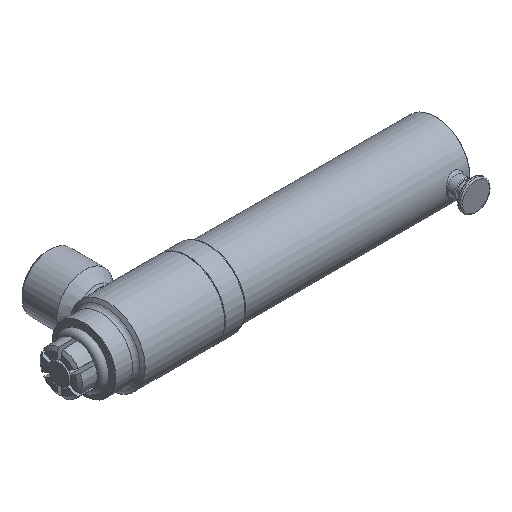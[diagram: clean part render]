
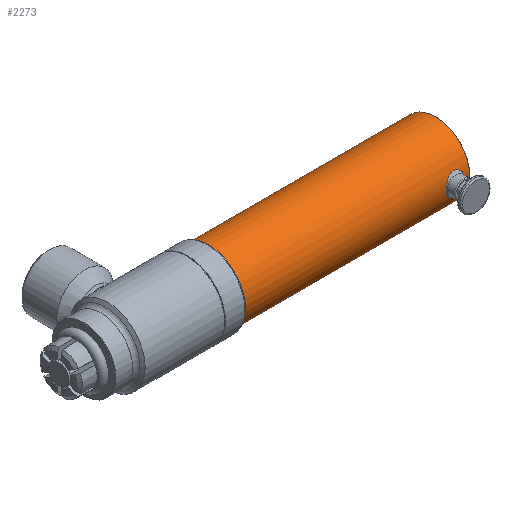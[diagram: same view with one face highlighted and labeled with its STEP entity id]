
A CAD part, isometric view. The second image highlights one B-rep face of the part: STEP entity #2273.
In plain terms, the highlighted cylindrical face has radius 20.637 mm (diameter 41.275 mm), a full revolution.
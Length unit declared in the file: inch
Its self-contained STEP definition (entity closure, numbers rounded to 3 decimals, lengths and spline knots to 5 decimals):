
#115=B_SPLINE_CURVE_WITH_KNOTS('',3,(#3463,#3464,#3465,#3466,#3467,#3468),
 .UNSPECIFIED.,.F.,.F.,(4,2,4),(1.93472,2.03681,2.13889),
 .UNSPECIFIED.);
#116=B_SPLINE_CURVE_WITH_KNOTS('',3,(#3473,#3474,#3475,#3476,#3477,#3478,
#3479),.UNSPECIFIED.,.F.,.F.,(4,3,4),(-0.10209,0.,0.10209),
 .UNSPECIFIED.);
#117=B_SPLINE_CURVE_WITH_KNOTS('',3,(#3491,#3492,#3493,#3494,#3495,#3496,
#3497,#3498,#3499,#3500,#3501,#3502,#3503,#3504,#3505,#3506,#3507,#3508,
#3509,#3510,#3511,#3512),.UNSPECIFIED.,.F.,.F.,(4,2,2,2,2,2,2,2,2,2,4),
(0.10393,0.12061,0.24121,0.48243,
0.71164,0.94086,1.17007,1.39929,1.6405,
1.76111,1.77779),.UNSPECIFIED.);
#118=B_SPLINE_CURVE_WITH_KNOTS('',3,(#3513,#3514,#3515,#3516,#3517,#3518,
#3519,#3520,#3521,#3522,#3523,#3524,#3525,#3526,#3527,#3528,#3529,#3530,
#3531,#3532,#3533,#3534),.UNSPECIFIED.,.F.,.F.,(4,2,2,2,2,2,2,2,2,2,4),
(1.98595,2.00811,2.13451,2.3873,2.60548,
2.82367,3.05288,3.2821,3.52331,3.64392,
3.6606),.UNSPECIFIED.);
#187=LINE('',#3538,#237);
#188=LINE('',#3542,#238);
#237=VECTOR('',#2820,0.66);
#238=VECTOR('',#2823,0.66);
#462=CYLINDRICAL_SURFACE('',#2456,0.8125);
#493=FACE_BOUND('',#716,.T.);
#494=FACE_BOUND('',#717,.T.);
#557=FACE_OUTER_BOUND('',#715,.T.);
#715=EDGE_LOOP('',(#1660,#1661,#1662,#1663));
#716=EDGE_LOOP('',(#1664,#1665,#1666,#1667));
#717=EDGE_LOOP('',(#1668));
#890=CIRCLE('',#2457,0.8125);
#891=CIRCLE('',#2458,0.8125);
#892=CIRCLE('',#2459,0.8125);
#1027=VERTEX_POINT('',#3461);
#1028=VERTEX_POINT('',#3462);
#1029=VERTEX_POINT('',#3471);
#1030=VERTEX_POINT('',#3472);
#1034=VERTEX_POINT('',#3536);
#1035=VERTEX_POINT('',#3537);
#1036=VERTEX_POINT('',#3539);
#1037=VERTEX_POINT('',#3541);
#1038=VERTEX_POINT('',#3544);
#1270=EDGE_CURVE('',#1027,#1028,#115,.T.);
#1272=EDGE_CURVE('',#1029,#1030,#116,.T.);
#1277=EDGE_CURVE('',#1030,#1027,#117,.T.);
#1278=EDGE_CURVE('',#1028,#1029,#118,.T.);
#1279=EDGE_CURVE('',#1034,#1035,#187,.T.);
#1280=EDGE_CURVE('',#1036,#1035,#890,.T.);
#1281=EDGE_CURVE('',#1036,#1037,#188,.T.);
#1282=EDGE_CURVE('',#1037,#1034,#891,.T.);
#1283=EDGE_CURVE('',#1038,#1038,#892,.T.);
#1660=ORIENTED_EDGE('',*,*,#1279,.T.);
#1661=ORIENTED_EDGE('',*,*,#1280,.F.);
#1662=ORIENTED_EDGE('',*,*,#1281,.T.);
#1663=ORIENTED_EDGE('',*,*,#1282,.T.);
#1664=ORIENTED_EDGE('',*,*,#1278,.T.);
#1665=ORIENTED_EDGE('',*,*,#1272,.T.);
#1666=ORIENTED_EDGE('',*,*,#1277,.T.);
#1667=ORIENTED_EDGE('',*,*,#1270,.T.);
#1668=ORIENTED_EDGE('',*,*,#1283,.F.);
#2273=ADVANCED_FACE('',(#557,#493,#494),#462,.T.);
#2456=AXIS2_PLACEMENT_3D('',#3535,#2818,#2819);
#2457=AXIS2_PLACEMENT_3D('',#3540,#2821,#2822);
#2458=AXIS2_PLACEMENT_3D('',#3543,#2824,#2825);
#2459=AXIS2_PLACEMENT_3D('',#3545,#2826,#2827);
#2818=DIRECTION('center_axis',(1.,0.,0.));
#2819=DIRECTION('ref_axis',(0.,-1.,0.));
#2820=DIRECTION('',(1.,0.,0.));
#2821=DIRECTION('center_axis',(1.,0.,0.));
#2822=DIRECTION('ref_axis',(0.,1.,0.));
#2823=DIRECTION('',(-1.,0.,0.));
#2824=DIRECTION('center_axis',(-1.,0.,0.));
#2825=DIRECTION('ref_axis',(0.,-1.,0.));
#2826=DIRECTION('center_axis',(-1.,0.,0.));
#2827=DIRECTION('ref_axis',(0.,1.,0.));
#3461=CARTESIAN_POINT('',(5.2003,-0.7695,-0.26082));
#3462=CARTESIAN_POINT('',(5.11857,-0.7695,-0.26082));
#3463=CARTESIAN_POINT('Ctrl Pts',(5.2003,-0.7695,-0.26082));
#3464=CARTESIAN_POINT('Ctrl Pts',(5.18657,-0.76877,-0.26297));
#3465=CARTESIAN_POINT('Ctrl Pts',(5.17283,-0.76841,-0.264));
#3466=CARTESIAN_POINT('Ctrl Pts',(5.14604,-0.76841,-0.264));
#3467=CARTESIAN_POINT('Ctrl Pts',(5.1323,-0.76877,-0.26297));
#3468=CARTESIAN_POINT('Ctrl Pts',(5.11857,-0.7695,-0.26082));
#3471=CARTESIAN_POINT('',(5.11857,-0.7695,0.26082));
#3472=CARTESIAN_POINT('',(5.2003,-0.7695,0.26082));
#3473=CARTESIAN_POINT('Ctrl Pts',(5.11857,-0.7695,0.26082));
#3474=CARTESIAN_POINT('Ctrl Pts',(5.1323,-0.76877,0.26297));
#3475=CARTESIAN_POINT('Ctrl Pts',(5.14604,-0.76841,0.264));
#3476=CARTESIAN_POINT('Ctrl Pts',(5.15943,-0.76841,0.264));
#3477=CARTESIAN_POINT('Ctrl Pts',(5.17283,-0.76841,0.264));
#3478=CARTESIAN_POINT('Ctrl Pts',(5.18657,-0.76877,0.26297));
#3479=CARTESIAN_POINT('Ctrl Pts',(5.2003,-0.7695,0.26082));
#3491=CARTESIAN_POINT('Ctrl Pts',(5.2003,-0.7695,0.26082));
#3492=CARTESIAN_POINT('Ctrl Pts',(5.20246,-0.76967,0.2603));
#3493=CARTESIAN_POINT('Ctrl Pts',(5.20462,-0.76986,0.25975));
#3494=CARTESIAN_POINT('Ctrl Pts',(5.22229,-0.77151,0.25484));
#3495=CARTESIAN_POINT('Ctrl Pts',(5.23738,-0.77364,0.24842));
#3496=CARTESIAN_POINT('Ctrl Pts',(5.27986,-0.78118,0.22406));
#3497=CARTESIAN_POINT('Ctrl Pts',(5.30446,-0.78771,0.2008));
#3498=CARTESIAN_POINT('Ctrl Pts',(5.3409,-0.7985,0.15214));
#3499=CARTESIAN_POINT('Ctrl Pts',(5.3559,-0.80365,0.12348));
#3500=CARTESIAN_POINT('Ctrl Pts',(5.37569,-0.81068,0.06246));
#3501=CARTESIAN_POINT('Ctrl Pts',(5.38043,-0.8125,0.03008));
#3502=CARTESIAN_POINT('Ctrl Pts',(5.38043,-0.8125,-0.03008));
#3503=CARTESIAN_POINT('Ctrl Pts',(5.37569,-0.81068,-0.06246));
#3504=CARTESIAN_POINT('Ctrl Pts',(5.3559,-0.80365,-0.12348));
#3505=CARTESIAN_POINT('Ctrl Pts',(5.3409,-0.7985,-0.15214));
#3506=CARTESIAN_POINT('Ctrl Pts',(5.30446,-0.78771,-0.2008));
#3507=CARTESIAN_POINT('Ctrl Pts',(5.27986,-0.78118,-0.22406));
#3508=CARTESIAN_POINT('Ctrl Pts',(5.23738,-0.77364,-0.24842));
#3509=CARTESIAN_POINT('Ctrl Pts',(5.22229,-0.77151,-0.25484));
#3510=CARTESIAN_POINT('Ctrl Pts',(5.20462,-0.76986,-0.25975));
#3511=CARTESIAN_POINT('Ctrl Pts',(5.20246,-0.76967,-0.2603));
#3512=CARTESIAN_POINT('Ctrl Pts',(5.2003,-0.7695,-0.26082));
#3513=CARTESIAN_POINT('Ctrl Pts',(5.11857,-0.7695,-0.26082));
#3514=CARTESIAN_POINT('Ctrl Pts',(5.11571,-0.76973,-0.26014));
#3515=CARTESIAN_POINT('Ctrl Pts',(5.11286,-0.76999,-0.25938));
#3516=CARTESIAN_POINT('Ctrl Pts',(5.09388,-0.77183,-0.25387));
#3517=CARTESIAN_POINT('Ctrl Pts',(5.07826,-0.77413,-0.24692));
#3518=CARTESIAN_POINT('Ctrl Pts',(5.03446,-0.78219,-0.22061));
#3519=CARTESIAN_POINT('Ctrl Pts',(5.00936,-0.78908,-0.19559));
#3520=CARTESIAN_POINT('Ctrl Pts',(4.97446,-0.79968,-0.14569));
#3521=CARTESIAN_POINT('Ctrl Pts',(4.96076,-0.80442,-0.11804));
#3522=CARTESIAN_POINT('Ctrl Pts',(4.94274,-0.81085,-0.05952));
#3523=CARTESIAN_POINT('Ctrl Pts',(4.93843,-0.8125,-0.02863));
#3524=CARTESIAN_POINT('Ctrl Pts',(4.93843,-0.8125,0.03008));
#3525=CARTESIAN_POINT('Ctrl Pts',(4.94318,-0.81068,0.06246));
#3526=CARTESIAN_POINT('Ctrl Pts',(4.96296,-0.80365,0.12348));
#3527=CARTESIAN_POINT('Ctrl Pts',(4.97797,-0.7985,0.15214));
#3528=CARTESIAN_POINT('Ctrl Pts',(5.01441,-0.78771,0.2008));
#3529=CARTESIAN_POINT('Ctrl Pts',(5.03901,-0.78118,0.22406));
#3530=CARTESIAN_POINT('Ctrl Pts',(5.08149,-0.77364,0.24842));
#3531=CARTESIAN_POINT('Ctrl Pts',(5.09657,-0.77151,0.25484));
#3532=CARTESIAN_POINT('Ctrl Pts',(5.11425,-0.76986,0.25975));
#3533=CARTESIAN_POINT('Ctrl Pts',(5.11641,-0.76967,0.2603));
#3534=CARTESIAN_POINT('Ctrl Pts',(5.11857,-0.7695,0.26082));
#3535=CARTESIAN_POINT('Origin',(2.83222,0.,0.));
#3536=CARTESIAN_POINT('',(4.83443,0.75,-0.3125));
#3537=CARTESIAN_POINT('',(5.49443,0.75,-0.3125));
#3538=CARTESIAN_POINT('',(2.83222,0.75,-0.3125));
#3539=CARTESIAN_POINT('',(5.49443,0.75,0.3125));
#3540=CARTESIAN_POINT('Origin',(5.49443,0.,0.));
#3541=CARTESIAN_POINT('',(4.83443,0.75,0.3125));
#3542=CARTESIAN_POINT('',(2.83222,0.75,0.3125));
#3543=CARTESIAN_POINT('Origin',(4.83443,0.,0.));
#3544=CARTESIAN_POINT('',(0.17,-0.8125,0.));
#3545=CARTESIAN_POINT('Origin',(0.17,0.,0.));
